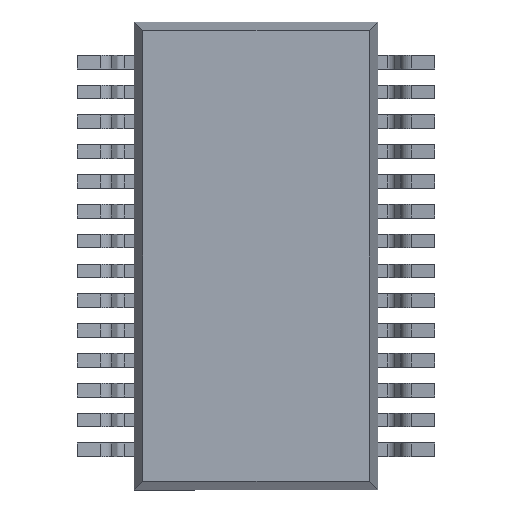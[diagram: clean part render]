
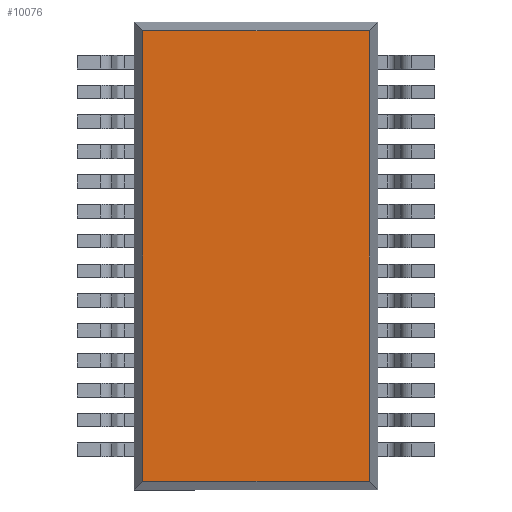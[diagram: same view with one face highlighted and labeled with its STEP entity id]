
A CAD part, front view. The second image highlights one B-rep face of the part: STEP entity #10076.
In plain terms, the highlighted planar face has unit normal (0, -1, 0).
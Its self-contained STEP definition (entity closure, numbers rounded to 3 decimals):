
#353 = DIRECTION ( 'NONE',  ( -1., 0., 0. ) ) ;
#825 = ORIENTED_EDGE ( 'NONE', *, *, #12601, .T. ) ;
#1392 = LINE ( 'NONE', #3319, #4554 ) ;
#1487 = VERTEX_POINT ( 'NONE', #11828 ) ;
#1900 = EDGE_CURVE ( 'NONE', #1487, #11431, #9462, .T. ) ;
#2180 = PLANE ( 'NONE',  #12027 ) ;
#2619 = CARTESIAN_POINT ( 'NONE',  ( 2.463, 0.15, -5.1 ) ) ;
#2687 = EDGE_LOOP ( 'NONE', ( #12784, #5596, #825, #12207 ) ) ;
#3319 = CARTESIAN_POINT ( 'NONE',  ( 2.65, 0.15, 4.913 ) ) ;
#3668 = LINE ( 'NONE', #3789, #11357 ) ;
#3789 = CARTESIAN_POINT ( 'NONE',  ( -2.463, 0.15, 5.1 ) ) ;
#3806 = CARTESIAN_POINT ( 'NONE',  ( -2.463, 0.15, 4.913 ) ) ;
#4099 = CARTESIAN_POINT ( 'NONE',  ( -2.463, 0.15, -4.913 ) ) ;
#4378 = VERTEX_POINT ( 'NONE', #4099 ) ;
#4554 = VECTOR ( 'NONE', #353, 1000. ) ;
#5300 = LINE ( 'NONE', #12260, #6633 ) ;
#5559 = DIRECTION ( 'NONE',  ( 0., 0., 1. ) ) ;
#5596 = ORIENTED_EDGE ( 'NONE', *, *, #11596, .T. ) ;
#5958 = CARTESIAN_POINT ( 'NONE',  ( 2.463, 0.15, 4.913 ) ) ;
#6333 = DIRECTION ( 'NONE',  ( 1., 0., 0. ) ) ;
#6624 = DIRECTION ( 'NONE',  ( 0., 0., -1. ) ) ;
#6633 = VECTOR ( 'NONE', #6333, 1000. ) ;
#8357 = VECTOR ( 'NONE', #5559, 1000. ) ;
#8570 = EDGE_CURVE ( 'NONE', #4378, #1487, #5300, .T. ) ;
#9462 = LINE ( 'NONE', #2619, #8357 ) ;
#9988 = CARTESIAN_POINT ( 'NONE',  ( 0., 0.15, 0. ) ) ;
#10076 = ADVANCED_FACE ( 'NONE', ( #12093 ), #2180, .T. ) ;
#11045 = DIRECTION ( 'NONE',  ( 1., 0., 0. ) ) ;
#11111 = DIRECTION ( 'NONE',  ( 0., -1., 0. ) ) ;
#11357 = VECTOR ( 'NONE', #6624, 1000. ) ;
#11431 = VERTEX_POINT ( 'NONE', #5958 ) ;
#11596 = EDGE_CURVE ( 'NONE', #11431, #12107, #1392, .T. ) ;
#11828 = CARTESIAN_POINT ( 'NONE',  ( 2.463, 0.15, -4.913 ) ) ;
#12027 = AXIS2_PLACEMENT_3D ( 'NONE', #9988, #11111, #11045 ) ;
#12093 = FACE_OUTER_BOUND ( 'NONE', #2687, .T. ) ;
#12107 = VERTEX_POINT ( 'NONE', #3806 ) ;
#12207 = ORIENTED_EDGE ( 'NONE', *, *, #8570, .T. ) ;
#12260 = CARTESIAN_POINT ( 'NONE',  ( -2.65, 0.15, -4.913 ) ) ;
#12601 = EDGE_CURVE ( 'NONE', #12107, #4378, #3668, .T. ) ;
#12784 = ORIENTED_EDGE ( 'NONE', *, *, #1900, .T. ) ;
